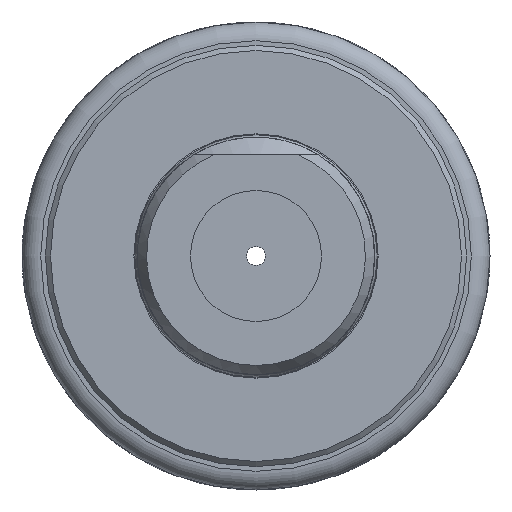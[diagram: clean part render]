
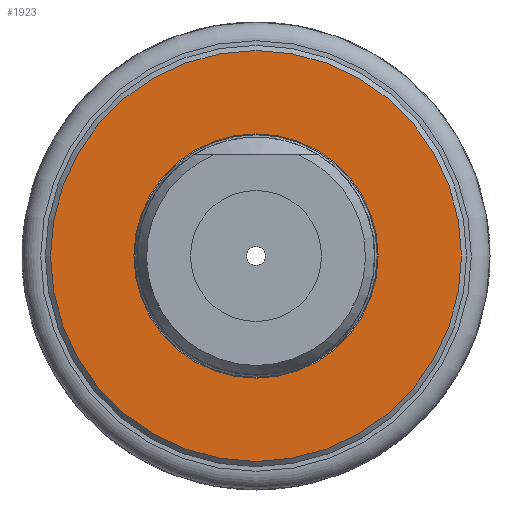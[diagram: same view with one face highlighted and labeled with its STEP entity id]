
A CAD part, left-side view. The second image highlights one B-rep face of the part: STEP entity #1923.
In plain terms, the highlighted planar face has unit normal (-1, 0, 0).
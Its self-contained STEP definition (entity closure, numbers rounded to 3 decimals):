
#67=FACE_BOUND('',#659,.T.);
#99=CIRCLE('',#2048,13.05);
#104=CIRCLE('',#2053,13.05);
#167=CIRCLE('',#2148,21.95);
#168=CIRCLE('',#2149,21.95);
#466=PLANE('',#2150);
#544=FACE_OUTER_BOUND('',#658,.T.);
#658=EDGE_LOOP('',(#1569,#1570));
#659=EDGE_LOOP('',(#1571,#1572));
#792=VERTEX_POINT('',#3113);
#793=VERTEX_POINT('',#3114);
#853=VERTEX_POINT('',#3292);
#854=VERTEX_POINT('',#3293);
#1025=EDGE_CURVE('',#792,#793,#99,.T.);
#1030=EDGE_CURVE('',#793,#792,#104,.T.);
#1111=EDGE_CURVE('',#853,#854,#167,.T.);
#1112=EDGE_CURVE('',#854,#853,#168,.T.);
#1569=ORIENTED_EDGE('',*,*,#1111,.T.);
#1570=ORIENTED_EDGE('',*,*,#1112,.T.);
#1571=ORIENTED_EDGE('',*,*,#1025,.F.);
#1572=ORIENTED_EDGE('',*,*,#1030,.F.);
#1923=ADVANCED_FACE('',(#544,#67),#466,.T.);
#2048=AXIS2_PLACEMENT_3D('',#3115,#2383,#2384);
#2053=AXIS2_PLACEMENT_3D('',#3123,#2393,#2394);
#2148=AXIS2_PLACEMENT_3D('',#3294,#2601,#2602);
#2149=AXIS2_PLACEMENT_3D('',#3295,#2603,#2604);
#2150=AXIS2_PLACEMENT_3D('',#3297,#2606,#2607);
#2383=DIRECTION('center_axis',(-1.,0.,0.));
#2384=DIRECTION('ref_axis',(0.,0.,1.));
#2393=DIRECTION('center_axis',(-1.,0.,0.));
#2394=DIRECTION('ref_axis',(0.,0.,1.));
#2601=DIRECTION('center_axis',(-1.,0.,0.));
#2602=DIRECTION('ref_axis',(0.,0.,1.));
#2603=DIRECTION('center_axis',(-1.,0.,0.));
#2604=DIRECTION('ref_axis',(0.,0.,1.));
#2606=DIRECTION('center_axis',(-1.,0.,0.));
#2607=DIRECTION('ref_axis',(0.,0.,1.));
#3113=CARTESIAN_POINT('',(0.,-13.05,0.));
#3114=CARTESIAN_POINT('',(0.,0.,-13.05));
#3115=CARTESIAN_POINT('Origin',(0.,0.,0.));
#3123=CARTESIAN_POINT('Origin',(0.,0.,0.));
#3292=CARTESIAN_POINT('',(0.,-21.95,0.));
#3293=CARTESIAN_POINT('',(0.,21.95,0.));
#3294=CARTESIAN_POINT('Origin',(0.,0.,0.));
#3295=CARTESIAN_POINT('Origin',(0.,0.,0.));
#3297=CARTESIAN_POINT('Origin',(0.,-13.05,
0.));
